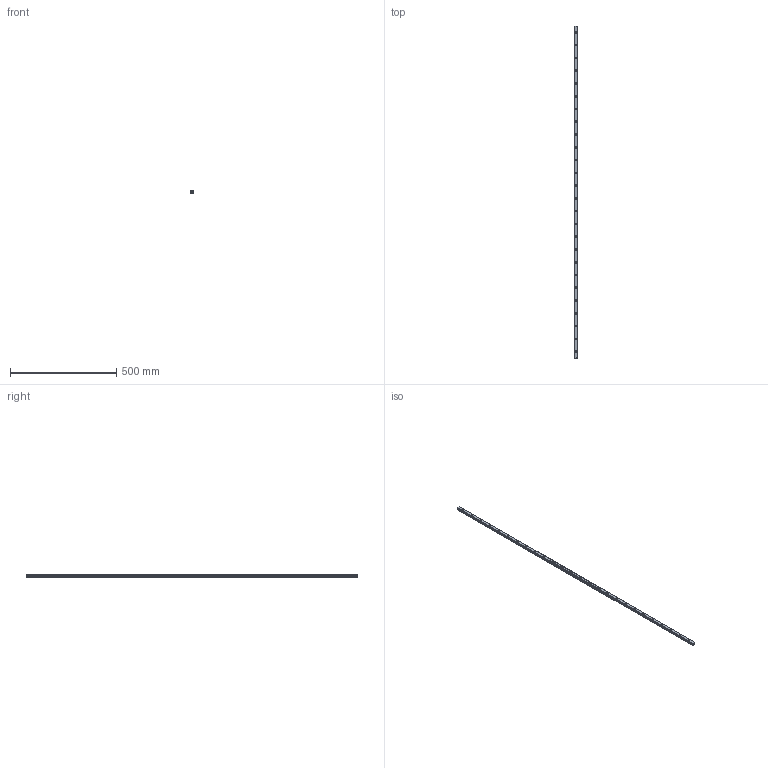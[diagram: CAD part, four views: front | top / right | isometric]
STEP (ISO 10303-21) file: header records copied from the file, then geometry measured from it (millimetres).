
FILE_DESCRIPTION(('STEP AP214'),'1');
FILE_NAME('cctmp_A752E9C0-25CA-4C4C-B9F8-B8691498BFD5_2021_02_03_11_31_30_0223..stp','2021-02-03T10:31:30',('HIWIN GmbH'),('CADClick - www.CADClick.com'),'Spatial InterOp 3D',' ','unknown authorization');
FILE_SCHEMA(('AUTOMOTIVE_DESIGN'));
Length unit declared in the file: millimetre
Products named in the file (1): EGR15U1560C_FILE
Bounding box: 15 x 1560 x 12.5 mm (x, y, z)
Volume: 248509.4 mm3; surface area: 95153.1 mm2
Topology: 1 solids, 1 shells, 363 faces, 915 edges, 610 vertices
Faces by surface type: plane 189, cylinder 174
Entity records: 14029 total; most frequent: DIRECTION 2095, CARTESIAN_POINT 1889, ORIENTED_EDGE 1830, EDGE_CURVE 915, AXIS2_PLACEMENT_3D 816, VERTEX_POINT 610, LINE 463, VECTOR 463
